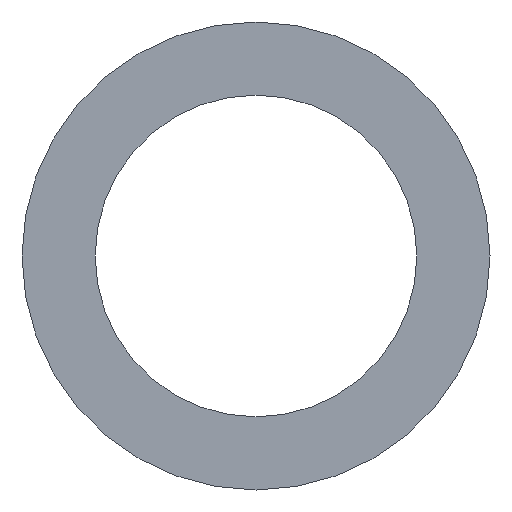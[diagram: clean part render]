
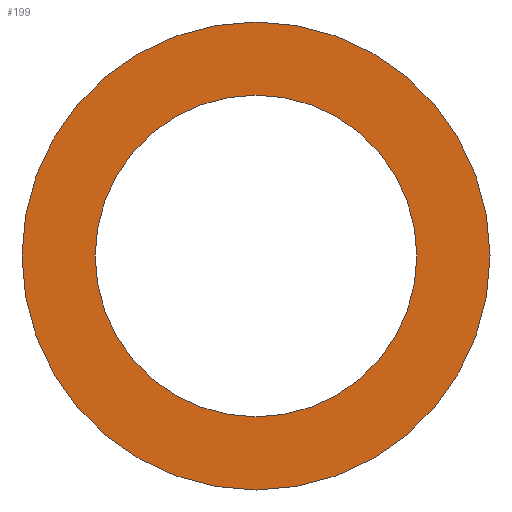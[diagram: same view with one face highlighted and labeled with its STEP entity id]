
A CAD part, front view. The second image highlights one B-rep face of the part: STEP entity #199.
In plain terms, the highlighted planar face has unit normal (0, -1, 0).
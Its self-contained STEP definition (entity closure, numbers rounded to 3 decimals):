
#5 = ORIENTED_EDGE ( 'NONE', *, *, #47, .F. ) ;
#6 = EDGE_LOOP ( 'NONE', ( #101, #5 ) ) ;
#15 = DIRECTION ( 'NONE',  ( 0., 0., 1. ) ) ;
#39 = CARTESIAN_POINT ( 'NONE',  ( 0., 0., 8. ) ) ;
#40 = EDGE_CURVE ( 'NONE', #193, #88, #162, .T. ) ;
#43 = CIRCLE ( 'NONE', #104, 5.5 ) ;
#47 = EDGE_CURVE ( 'NONE', #88, #193, #213, .T. ) ;
#57 = CARTESIAN_POINT ( 'NONE',  ( 0., 0., 0. ) ) ;
#59 = DIRECTION ( 'NONE',  ( 0., 1., 0. ) ) ;
#77 = DIRECTION ( 'NONE',  ( 0., 0., 1. ) ) ;
#83 = VERTEX_POINT ( 'NONE', #133 ) ;
#88 = VERTEX_POINT ( 'NONE', #39 ) ;
#90 = FACE_BOUND ( 'NONE', #167, .T. ) ;
#92 = CARTESIAN_POINT ( 'NONE',  ( 0., 0., 0. ) ) ;
#98 = AXIS2_PLACEMENT_3D ( 'NONE', #108, #242, #15 ) ;
#101 = ORIENTED_EDGE ( 'NONE', *, *, #40, .F. ) ;
#102 = EDGE_CURVE ( 'NONE', #120, #83, #43, .T. ) ;
#104 = AXIS2_PLACEMENT_3D ( 'NONE', #170, #226, #131 ) ;
#106 = CIRCLE ( 'NONE', #174, 5.5 ) ;
#108 = CARTESIAN_POINT ( 'NONE',  ( 0., 0., 0. ) ) ;
#113 = AXIS2_PLACEMENT_3D ( 'NONE', #227, #59, #224 ) ;
#114 = DIRECTION ( 'NONE',  ( 0., 1., 0. ) ) ;
#120 = VERTEX_POINT ( 'NONE', #228 ) ;
#131 = DIRECTION ( 'NONE',  ( 0., 0., 1. ) ) ;
#132 = AXIS2_PLACEMENT_3D ( 'NONE', #57, #114, #189 ) ;
#133 = CARTESIAN_POINT ( 'NONE',  ( 0., 0., 5.5 ) ) ;
#143 = ORIENTED_EDGE ( 'NONE', *, *, #153, .T. ) ;
#153 = EDGE_CURVE ( 'NONE', #83, #120, #106, .T. ) ;
#162 = CIRCLE ( 'NONE', #113, 8. ) ;
#165 = PLANE ( 'NONE',  #98 ) ;
#167 = EDGE_LOOP ( 'NONE', ( #195, #143 ) ) ;
#170 = CARTESIAN_POINT ( 'NONE',  ( 0., 0., 0. ) ) ;
#174 = AXIS2_PLACEMENT_3D ( 'NONE', #92, #245, #77 ) ;
#189 = DIRECTION ( 'NONE',  ( 0., 0., 1. ) ) ;
#193 = VERTEX_POINT ( 'NONE', #221 ) ;
#195 = ORIENTED_EDGE ( 'NONE', *, *, #102, .T. ) ;
#199 = ADVANCED_FACE ( 'NONE', ( #205, #90 ), #165, .F. ) ;
#205 = FACE_OUTER_BOUND ( 'NONE', #6, .T. ) ;
#213 = CIRCLE ( 'NONE', #132, 8. ) ;
#221 = CARTESIAN_POINT ( 'NONE',  ( 0., 0., -8. ) ) ;
#224 = DIRECTION ( 'NONE',  ( 0., 0., 1. ) ) ;
#226 = DIRECTION ( 'NONE',  ( 0., 1., 0. ) ) ;
#227 = CARTESIAN_POINT ( 'NONE',  ( 0., 0., 0. ) ) ;
#228 = CARTESIAN_POINT ( 'NONE',  ( 0., 0., -5.5 ) ) ;
#242 = DIRECTION ( 'NONE',  ( 0., 1., 0. ) ) ;
#245 = DIRECTION ( 'NONE',  ( 0., 1., 0. ) ) ;
